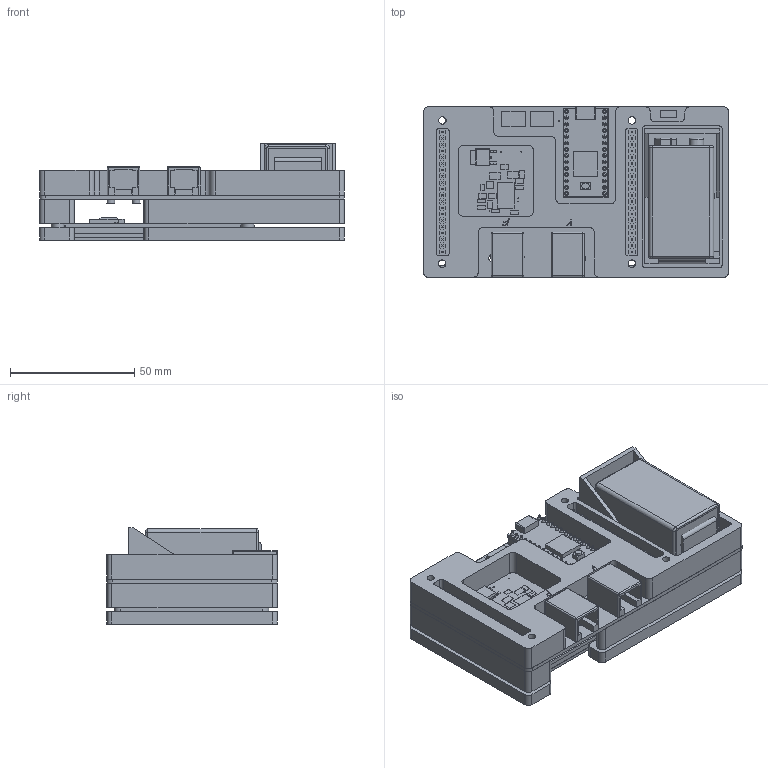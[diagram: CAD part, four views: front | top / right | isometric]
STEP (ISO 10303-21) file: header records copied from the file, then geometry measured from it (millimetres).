
FILE_DESCRIPTION(/* description */ (''),/* implementation_level */ '2;1');
FILE_NAME(/* name */ 'Assembly3.stp',/* time_stamp */ '2021-08-07T22:43:04+01:00',/* author */ ('ferrerx'),/* organization */ (''),/* preprocessor_version */ 'ST-DEVELOPER v18',/* originating_system */ 'Autodesk Inventor 2020',/* authorisation */ '');
FILE_SCHEMA (('AUTOMOTIVE_DESIGN { 1 0 10303 214 3 1 1 }'));
Products named in the file (10): Assembly3; Bottom PMMA; Middle PMMA; Top PMMA; Adafruit 2.8TFT; RJ12 Connector; 9V Battery; Body_Housing; Teensy3.2; Sport Analyzer 1.0.1 PCB (2) 
Assembly tree (10 placements, depth 2):
  Assembly3
    Bottom PMMA
    Middle PMMA
    Top PMMA
    Adafruit 2.8TFT
    RJ12 Connector  x2
    9V Battery
    Body_Housing
    Teensy3.2
    Sport Analyzer 1.0.1 PCB (2) 
Bounding box: 122.71 x 68.65 x 38.69 mm (x, y, z)
Volume: 145824.2 mm3; surface area: 94010.9 mm2
Topology: 45 solids, 45 shells, 2485 faces, 6357 edges, 4194 vertices
Faces by surface type: plane 1970, cylinder 468, cone 28, bspline 10, sphere 8, torus 1
Full cylindrical faces by diameter (mm): 0.35 x9, 0.7 x56, 0.75 x5, 0.9 x12, 0.965 x28, 1 x2, 1.001 x38, 1.016 x48, 1.1 x3, 1.905 x2, 1.999 x57, 2 x3, 2.5 x2, 2.6 x3, 2.997 x4, 3 x12, 3.2 x4, 3.251 x2, 3.7 x2, 4 x6, 4.064 x8, 5.7 x1, 6 x3, 7 x3, 8 x2
Entity records: 76429 total; most frequent: CARTESIAN_POINT 13171, ORIENTED_EDGE 12530, DIRECTION 12475, EDGE_CURVE 6265, LINE 4935, VECTOR 4935, VERTEX_POINT 4138, AXIS2_PLACEMENT_3D 3770
